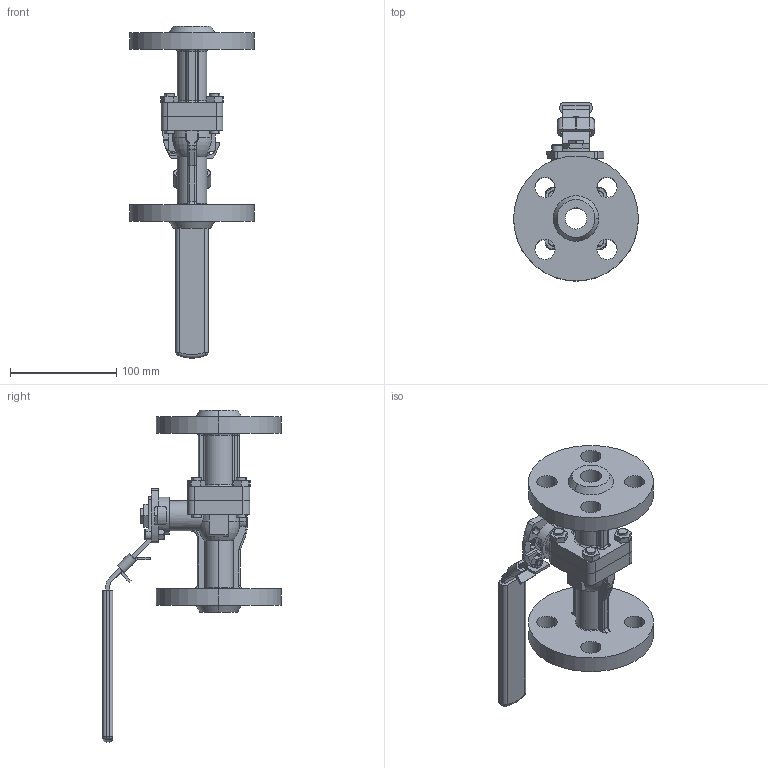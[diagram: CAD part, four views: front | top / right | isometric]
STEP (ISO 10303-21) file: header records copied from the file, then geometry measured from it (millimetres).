
FILE_DESCRIPTION (( 'STEP AP214' ), '1' );
FILE_NAME ('FD9-F6-0075-CXX.step', '2019-11-11T14:25:10', ( '' ), ( '' ), 'SwSTEP 2.0', 'SolidWorks 2019', '' );
FILE_SCHEMA (( 'AUTOMOTIVE_DESIGN' ));
Length unit declared in the file: inch
Products named in the file (2): FD9-F6-0075-CXX
Bounding box: 117.6 x 168.02 x 312.63 mm (x, y, z)
Surface area: 131088.1 mm2 (no closed solid volume)
Topology: 0 solids, 19 shells, 438 faces, 1168 edges, 737 vertices
Faces by surface type: plane 215, cylinder 142, cone 34, torus 33, sphere 12, bspline 2
Entity records: 19781 total; most frequent: CARTESIAN_POINT 3078, DIRECTION 2389, ORIENTED_EDGE 2108, EDGE_CURVE 1162, AXIS2_PLACEMENT_3D 854, VERTEX_POINT 737, LINE 681, VECTOR 681
